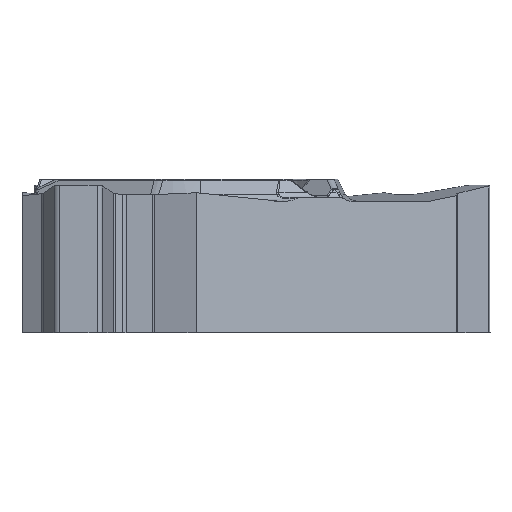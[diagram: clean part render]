
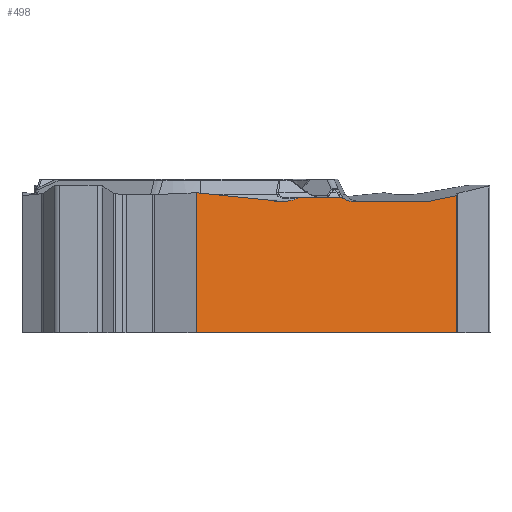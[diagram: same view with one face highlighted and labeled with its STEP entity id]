
A CAD part, front view. The second image highlights one B-rep face of the part: STEP entity #498.
In plain terms, the highlighted planar face has unit normal (0.5, -0.866, 0).
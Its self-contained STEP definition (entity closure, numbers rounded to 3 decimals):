
#227=FACE_OUTER_BOUND('',#786,.T.);
#452=ELLIPSE('',#3753,0.377,0.32);
#453=ELLIPSE('',#3754,0.177,0.15);
#454=ELLIPSE('',#3755,0.3,0.15);
#455=ELLIPSE('',#3756,0.64,0.32);
#498=ADVANCED_FACE('',(#227),#723,.F.);
#723=PLANE('',#3757);
#786=EDGE_LOOP('',(#1221,#1222,#1223,#1224,#1225,#1226,#1227,#1228,#1229,
#1230,#1231,#1232,#1233,#1234));
#1034=CIRCLE('',#3752,0.32);
#1221=ORIENTED_EDGE('',*,*,#2567,.T.);
#1222=ORIENTED_EDGE('',*,*,#2635,.T.);
#1223=ORIENTED_EDGE('',*,*,#2636,.F.);
#1224=ORIENTED_EDGE('',*,*,#2637,.T.);
#1225=ORIENTED_EDGE('',*,*,#2638,.T.);
#1226=ORIENTED_EDGE('',*,*,#2639,.T.);
#1227=ORIENTED_EDGE('',*,*,#2640,.F.);
#1228=ORIENTED_EDGE('',*,*,#2641,.F.);
#1229=ORIENTED_EDGE('',*,*,#2642,.F.);
#1230=ORIENTED_EDGE('',*,*,#2643,.F.);
#1231=ORIENTED_EDGE('',*,*,#2644,.T.);
#1232=ORIENTED_EDGE('',*,*,#2645,.T.);
#1233=ORIENTED_EDGE('',*,*,#2646,.F.);
#1234=ORIENTED_EDGE('',*,*,#2647,.T.);
#2241=VERTEX_POINT('',#5245);
#2242=VERTEX_POINT('',#5247);
#2307=VERTEX_POINT('',#5395);
#2308=VERTEX_POINT('',#5397);
#2309=VERTEX_POINT('',#5399);
#2310=VERTEX_POINT('',#5401);
#2311=VERTEX_POINT('',#5403);
#2312=VERTEX_POINT('',#5405);
#2313=VERTEX_POINT('',#5407);
#2314=VERTEX_POINT('',#5409);
#2315=VERTEX_POINT('',#5417);
#2316=VERTEX_POINT('',#5419);
#2317=VERTEX_POINT('',#5421);
#2318=VERTEX_POINT('',#5423);
#2567=EDGE_CURVE('',#2242,#2241,#3112,.T.);
#2635=EDGE_CURVE('',#2241,#2307,#3149,.T.);
#2636=EDGE_CURVE('',#2308,#2307,#3150,.T.);
#2637=EDGE_CURVE('',#2308,#2309,#1034,.T.);
#2638=EDGE_CURVE('',#2309,#2310,#3151,.T.);
#2639=EDGE_CURVE('',#2310,#2311,#452,.T.);
#2640=EDGE_CURVE('',#2312,#2311,#453,.T.);
#2641=EDGE_CURVE('',#2313,#2312,#3152,.T.);
#2642=EDGE_CURVE('',#2314,#2313,#454,.T.);
#2643=EDGE_CURVE('',#2315,#2314,#3553,.T.);
#2644=EDGE_CURVE('',#2315,#2316,#3153,.T.);
#2645=EDGE_CURVE('',#2316,#2317,#455,.T.);
#2646=EDGE_CURVE('',#2318,#2317,#3154,.T.);
#2647=EDGE_CURVE('',#2318,#2242,#3155,.T.);
#3112=LINE('',#5246,#3325);
#3149=LINE('',#5394,#3362);
#3150=LINE('',#5396,#3363);
#3151=LINE('',#5400,#3364);
#3152=LINE('',#5406,#3365);
#3153=LINE('',#5418,#3366);
#3154=LINE('',#5422,#3367);
#3155=LINE('',#5424,#3368);
#3325=VECTOR('',#4053,1.);
#3362=VECTOR('',#4154,1.);
#3363=VECTOR('',#4155,1.);
#3364=VECTOR('',#4158,1.);
#3365=VECTOR('',#4163,1.);
#3366=VECTOR('',#4166,1.);
#3367=VECTOR('',#4169,1.);
#3368=VECTOR('',#4170,1.);
#3553=B_SPLINE_CURVE_WITH_KNOTS('',3,(#5410,#5411,#5412,#5413,#5414,#5415,
#5416),.UNSPECIFIED.,.F.,.F.,(4,3,4),(0.,0.822,1.),
 .UNSPECIFIED.);
#3752=AXIS2_PLACEMENT_3D('',#5398,#4156,#4157);
#3753=AXIS2_PLACEMENT_3D('',#5402,#4159,#4160);
#3754=AXIS2_PLACEMENT_3D('',#5404,#4161,#4162);
#3755=AXIS2_PLACEMENT_3D('',#5408,#4164,#4165);
#3756=AXIS2_PLACEMENT_3D('',#5420,#4167,#4168);
#3757=AXIS2_PLACEMENT_3D('',#5425,#4171,#4172);
#4053=DIRECTION('',(0.866,0.5,0.));
#4154=DIRECTION('',(0.,0.,1.));
#4155=DIRECTION('',(0.853,0.492,0.174));
#4156=DIRECTION('',(-0.5,0.866,0.));
#4157=DIRECTION('',(-0.866,-0.5,0.));
#4158=DIRECTION('',(-0.866,-0.5,0.));
#4159=DIRECTION('',(-0.5,0.866,0.));
#4160=DIRECTION('',(-0.866,-0.5,0.));
#4161=DIRECTION('',(-0.5,0.866,0.));
#4162=DIRECTION('',(-0.866,-0.5,0.));
#4163=DIRECTION('',(0.866,0.5,0.));
#4164=DIRECTION('',(-0.5,0.866,0.));
#4165=DIRECTION('',(0.866,0.5,0.));
#4166=DIRECTION('',(-0.866,-0.5,0.));
#4167=DIRECTION('',(-0.5,0.866,0.));
#4168=DIRECTION('',(-0.866,-0.5,0.));
#4169=DIRECTION('',(0.863,0.498,-0.088));
#4170=DIRECTION('',(0.,0.,-1.));
#4171=DIRECTION('',(-0.5,0.866,0.));
#4172=DIRECTION('',(0.866,0.5,0.));
#5245=CARTESIAN_POINT('',(6.821,-1.561,-3.97));
#5246=CARTESIAN_POINT('',(8.733,-0.457,-3.97));
#5247=CARTESIAN_POINT('',(-0.123,-5.57,-3.97));
#5394=CARTESIAN_POINT('',(6.821,-1.561,0.));
#5395=CARTESIAN_POINT('',(6.821,-1.561,-0.313));
#5396=CARTESIAN_POINT('',(-3.599,-7.577,-2.434));
#5397=CARTESIAN_POINT('',(6.121,-1.965,-0.455));
#5398=CARTESIAN_POINT('',(6.073,-1.993,-0.14));
#5399=CARTESIAN_POINT('',(6.073,-1.993,-0.46));
#5400=CARTESIAN_POINT('',(-3.971,-7.792,-0.46));
#5401=CARTESIAN_POINT('',(4.005,-3.187,-0.46));
#5402=CARTESIAN_POINT('',(4.005,-3.187,-0.14));
#5403=CARTESIAN_POINT('',(3.813,-3.298,-0.399));
#5404=CARTESIAN_POINT('',(3.723,-3.35,-0.52));
#5405=CARTESIAN_POINT('',(3.723,-3.35,-0.37));
#5406=CARTESIAN_POINT('',(-3.971,-7.792,-0.37));
#5407=CARTESIAN_POINT('',(2.693,-3.945,-0.37));
#5408=CARTESIAN_POINT('',(2.693,-3.945,-0.52));
#5409=CARTESIAN_POINT('',(2.538,-4.034,-0.4));
#5410=CARTESIAN_POINT('',(2.222,-4.216,-0.46));
#5411=CARTESIAN_POINT('',(2.31,-4.166,-0.46));
#5412=CARTESIAN_POINT('',(2.399,-4.114,-0.448));
#5413=CARTESIAN_POINT('',(2.483,-4.066,-0.42));
#5414=CARTESIAN_POINT('',(2.502,-4.055,-0.414));
#5415=CARTESIAN_POINT('',(2.52,-4.044,-0.407));
#5416=CARTESIAN_POINT('',(2.538,-4.034,-0.4));
#5417=CARTESIAN_POINT('',(2.222,-4.216,-0.46));
#5418=CARTESIAN_POINT('',(8.733,-0.457,-0.46));
#5419=CARTESIAN_POINT('',(2.141,-4.263,-0.46));
#5420=CARTESIAN_POINT('',(2.141,-4.263,-0.14));
#5421=CARTESIAN_POINT('',(2.045,-4.319,-0.455));
#5422=CARTESIAN_POINT('',(8.647,-0.507,-1.127));
#5423=CARTESIAN_POINT('',(-0.123,-5.57,-0.234));
#5424=CARTESIAN_POINT('',(-0.123,-5.57,0.));
#5425=CARTESIAN_POINT('',(8.733,-0.457,0.));
